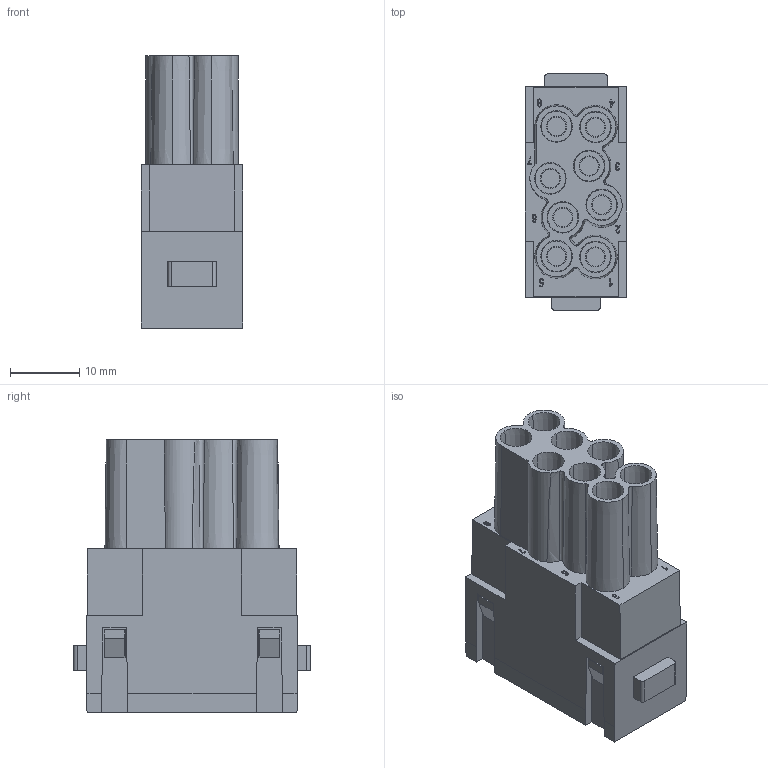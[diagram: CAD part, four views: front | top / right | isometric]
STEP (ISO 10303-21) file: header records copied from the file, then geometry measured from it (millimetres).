
FILE_DESCRIPTION(('HOOPS Exchange Step'),'2;1');
FILE_NAME('export-18F06906-C64A-4FB9-9B27-8F190DA7CFC9.stp','2022-10-05T16:13:56+02:00',('Engineering'),('Alibre'),'HOOPS Exchange 2021.0','Alibre','Unknown authorisation');
FILE_SCHEMA( ('AP242_MANAGED_MODEL_BASED_3D_ENGINEERING_MIM_LF {1 0 10303 442 1 1 4 }') );
Length unit declared in the file: millimetre
Products named in the file (2): 6070-1 Contact insert module - HC-M-8-PT-F - 1424226; 6070 Contact insert module - HC-M-8-PT-F - 1424226
Assembly tree (1 placements, depth 2):
  6070 Contact insert module - HC-M-8-PT-F - 1424226
    6070-1 Contact insert module - HC-M-8-PT-F - 1424226
Bounding box: 14.6 x 34.1 x 39.25 mm (x, y, z)
Volume: 10953.3 mm3; surface area: 7473.9 mm2
Topology: 1 solids, 1 shells, 1077 faces, 3057 edges, 2044 vertices
Faces by surface type: plane 930, cone 94, cylinder 47, bspline 6
Entity records: 53621 total; most frequent: CARTESIAN_POINT 26077, ORIENTED_EDGE 6112, DIRECTION 5113, EDGE_CURVE 3056, VECTOR 2539, LINE 2539, VERTEX_POINT 2044, AXIS2_PLACEMENT_3D 1287
